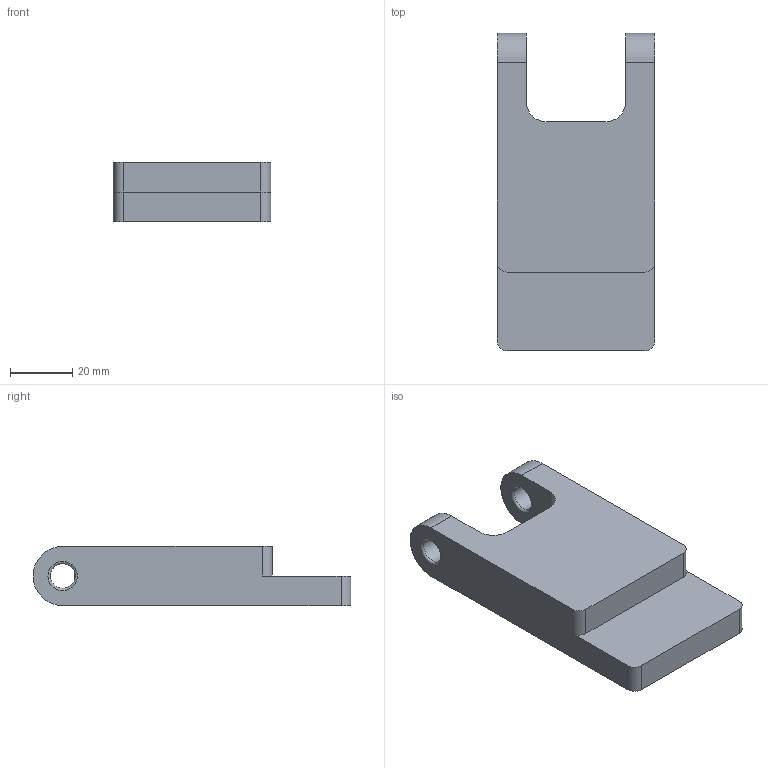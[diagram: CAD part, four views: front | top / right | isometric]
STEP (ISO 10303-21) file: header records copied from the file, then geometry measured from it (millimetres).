
FILE_DESCRIPTION(/* description */ (''),/* implementation_level */ '2;1');
FILE_NAME(/* name */ 'Titan 25T Backgauge Stops.step',/* time_stamp */ '2024-10-15T18:48:16-04:00',/* author */ (''),/* organization */ (''),/* preprocessor_version */ 'ST-DEVELOPER v20',/* originating_system */ 'Autodesk Translation Framework v13.20.0.188',/* authorisation */ '');
FILE_SCHEMA (('AUTOMOTIVE_DESIGN { 1 0 10303 214 3 1 1 }'));
Length unit declared in the file: inch
Products named in the file (1): Fingers
Bounding box: 50.8 x 102.46 x 19.05 mm (x, y, z)
Volume: 68018.6 mm3; surface area: 14825.4 mm2
Topology: 1 solids, 1 shells, 24 faces, 64 edges, 42 vertices
Faces by surface type: cylinder 10, plane 10, torus 3, bspline 1
Full cylindrical faces by diameter (mm): 7.938 x2
Entity records: 886 total; most frequent: CARTESIAN_POINT 215, DIRECTION 142, ORIENTED_EDGE 128, EDGE_CURVE 64, AXIS2_PLACEMENT_3D 54, VERTEX_POINT 42, LINE 34, VECTOR 34
